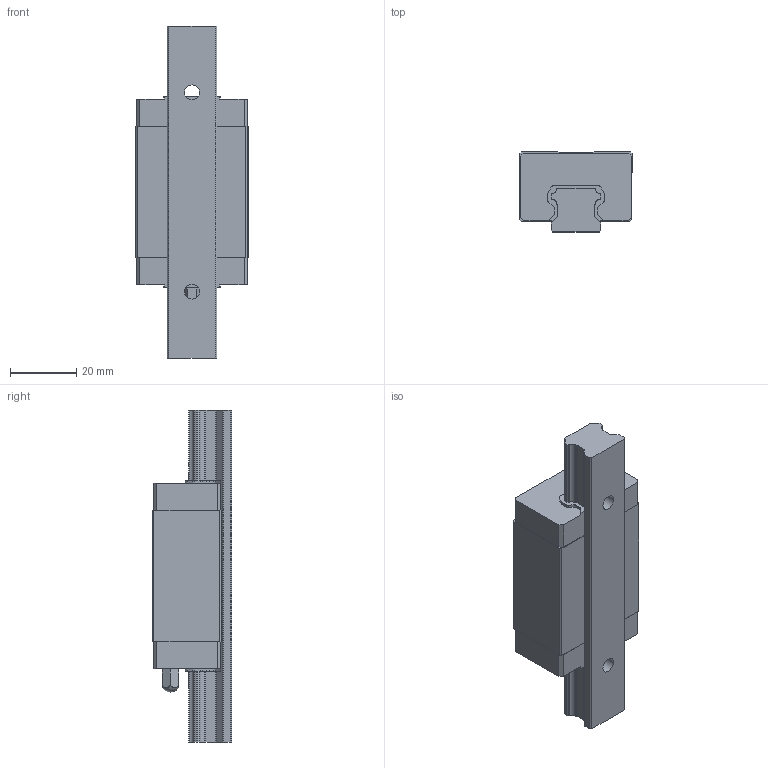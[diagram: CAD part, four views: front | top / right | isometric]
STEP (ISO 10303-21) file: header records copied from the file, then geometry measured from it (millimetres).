
FILE_DESCRIPTION(/* description */ ('STEP AP214'),/* implementation_level */ '2;1');
FILE_NAME(/* name */ 'C-SXR24-100',/* time_stamp */ '2024-05-07T05:53:23+02:00',/* author */ ('License CC BY-ND 4.0'),/* organization */ ('CADENAS'),/* preprocessor_version */ 'ST-DEVELOPER v19.3',/* originating_system */ 'PARTsolutions',/* authorisation */ ' ');
FILE_SCHEMA (('AUTOMOTIVE_DESIGN {1 0 10303 214 3 1 1}'));
Length unit declared in the file: millimetre
Products named in the file (3): C-SXR24-100; C-SXR24-100_r; C-SXR24-R_b
Assembly tree (2 placements, depth 2):
  C-SXR24-100
    C-SXR24-100_r
    C-SXR24-R_b
Bounding box: 34 x 24 x 100 mm (x, y, z)
Volume: 47971.4 mm3; surface area: 15329 mm2
Topology: 2 solids, 2 shells, 291 faces, 840 edges, 557 vertices
Faces by surface type: plane 156, cylinder 126, cone 8, sphere 1
Full cylindrical faces by diameter (mm): 3.242 x4, 4.5 x2, 7.5 x2
Entity records: 11296 total; most frequent: DIRECTION 1668, CARTESIAN_POINT 1668, ORIENTED_EDGE 1636, EDGE_CURVE 818, VERTEX_POINT 556, LINE 556, VECTOR 556, AXIS2_PLACEMENT_3D 556
